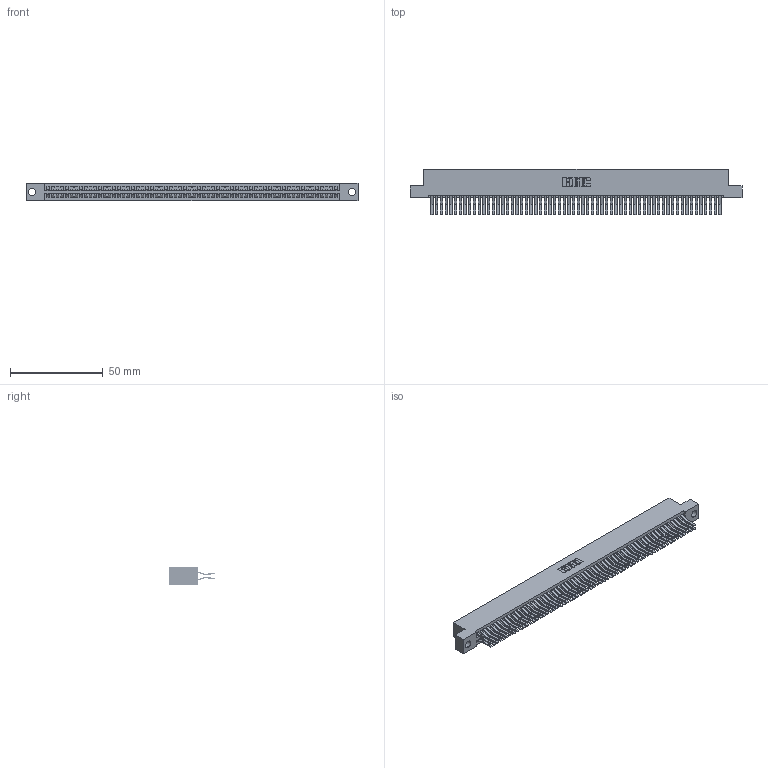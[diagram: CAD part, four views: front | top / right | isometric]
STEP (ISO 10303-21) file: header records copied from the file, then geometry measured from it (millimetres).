
FILE_DESCRIPTION (( 'STEP AP203' ), '1' );
FILE_NAME ('345-124-560-204.STEP', '2021-05-25T18:43:21', ( '' ), ( '' ), 'SwSTEP 2.0', 'SolidWorks 2020', '' );
FILE_SCHEMA (( 'CONFIG_CONTROL_DESIGN' ));
Length unit declared in the file: inch
Products named in the file (3): 345-124-560-204; 345-292-001_560 Tail; 345 Part_Flush Mounting Lugs - 0.156 Dia-TI
Assembly tree (125 placements, depth 2):
  345-124-560-204
    345 Part_Flush Mounting Lugs - 0.156 Dia-TI
    345-292-001_560 Tail  x124
Bounding box: 178.69 x 24.45 x 9.4 mm (x, y, z)
Volume: 18250.5 mm3; surface area: 29306.6 mm2
Topology: 125 solids, 125 shells, 6588 faces, 19597 edges, 12898 vertices
Faces by surface type: plane 4186, cylinder 2402
Entity records: 46461 total; most frequent: CARTESIAN_POINT 7774, ORIENTED_EDGE 7706, DIRECTION 6833, EDGE_CURVE 3853, VECTOR 3469, LINE 3469, VERTEX_POINT 2566, AXIS2_PLACEMENT_3D 1682
